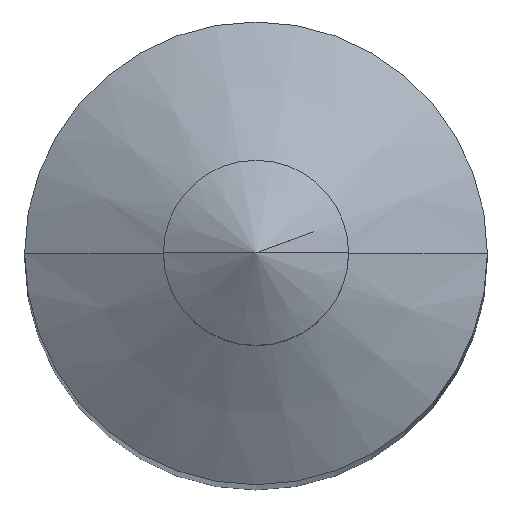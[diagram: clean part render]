
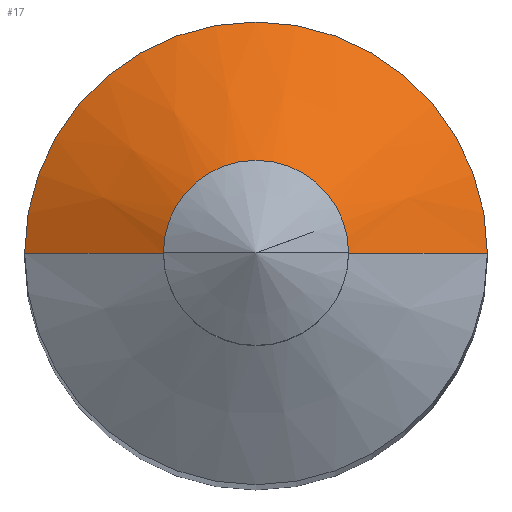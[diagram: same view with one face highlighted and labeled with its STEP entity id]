
A CAD part, top view. The second image highlights one B-rep face of the part: STEP entity #17.
In plain terms, the highlighted conical face has half-angle 60 degrees and reference radius 1 mm.
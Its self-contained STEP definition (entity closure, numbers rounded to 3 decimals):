
#16 = CIRCLE ( 'NONE', #246, 2.5 ) ;
#17 = ADVANCED_FACE ( 'NONE', ( #499 ), #357, .T. ) ;
#33 = CARTESIAN_POINT ( 'NONE',  ( -1., 0., 37.1 ) ) ;
#65 = LINE ( 'NONE', #33, #168 ) ;
#69 = LINE ( 'NONE', #105, #377 ) ;
#74 = DIRECTION ( 'NONE',  ( 0., 0., -1. ) ) ;
#105 = CARTESIAN_POINT ( 'NONE',  ( 1., 0., 37.1 ) ) ;
#106 = DIRECTION ( 'NONE',  ( -0.866, 0., -0.5 ) ) ;
#115 = CARTESIAN_POINT ( 'NONE',  ( 0., 0., 36.234 ) ) ;
#123 = CARTESIAN_POINT ( 'NONE',  ( -1., 0., 37.1 ) ) ;
#155 = DIRECTION ( 'NONE',  ( 0., 0., -1. ) ) ;
#168 = VECTOR ( 'NONE', #106, 1000. ) ;
#178 = AXIS2_PLACEMENT_3D ( 'NONE', #299, #74, #308 ) ;
#191 = DIRECTION ( 'NONE',  ( -1., 0., 0. ) ) ;
#200 = CARTESIAN_POINT ( 'NONE',  ( 0., 0., 37.1 ) ) ;
#221 = CARTESIAN_POINT ( 'NONE',  ( 1., 0., 37.1 ) ) ;
#242 = VERTEX_POINT ( 'NONE', #418 ) ;
#246 = AXIS2_PLACEMENT_3D ( 'NONE', #115, #267, #421 ) ;
#248 = ORIENTED_EDGE ( 'NONE', *, *, #479, .F. ) ;
#249 = EDGE_CURVE ( 'NONE', #474, #480, #312, .T. ) ;
#250 = AXIS2_PLACEMENT_3D ( 'NONE', #200, #155, #191 ) ;
#253 = EDGE_CURVE ( 'NONE', #474, #242, #65, .T. ) ;
#267 = DIRECTION ( 'NONE',  ( 0., 0., -1. ) ) ;
#279 = ORIENTED_EDGE ( 'NONE', *, *, #249, .T. ) ;
#299 = CARTESIAN_POINT ( 'NONE',  ( 0., 0., 37.1 ) ) ;
#305 = VERTEX_POINT ( 'NONE', #415 ) ;
#308 = DIRECTION ( 'NONE',  ( -1., 0., 0. ) ) ;
#312 = CIRCLE ( 'NONE', #178, 1. ) ;
#326 = ORIENTED_EDGE ( 'NONE', *, *, #253, .F. ) ;
#333 = DIRECTION ( 'NONE',  ( 0.866, 0., -0.5 ) ) ;
#357 = CONICAL_SURFACE ( 'NONE', #250, 1., 1.047 ) ;
#377 = VECTOR ( 'NONE', #333, 1000. ) ;
#385 = ORIENTED_EDGE ( 'NONE', *, *, #496, .T. ) ;
#415 = CARTESIAN_POINT ( 'NONE',  ( 2.5, 0., 36.234 ) ) ;
#418 = CARTESIAN_POINT ( 'NONE',  ( -2.5, 0., 36.234 ) ) ;
#421 = DIRECTION ( 'NONE',  ( -1., 0., 0. ) ) ;
#471 = EDGE_LOOP ( 'NONE', ( #279, #385, #248, #326 ) ) ;
#474 = VERTEX_POINT ( 'NONE', #123 ) ;
#479 = EDGE_CURVE ( 'NONE', #242, #305, #16, .T. ) ;
#480 = VERTEX_POINT ( 'NONE', #221 ) ;
#496 = EDGE_CURVE ( 'NONE', #480, #305, #69, .T. ) ;
#499 = FACE_OUTER_BOUND ( 'NONE', #471, .T. ) ;
